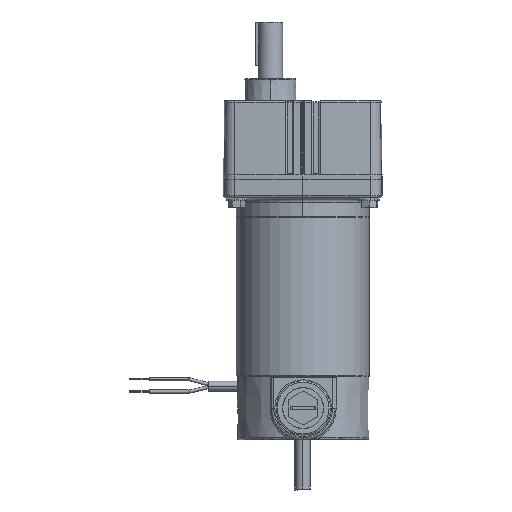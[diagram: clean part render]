
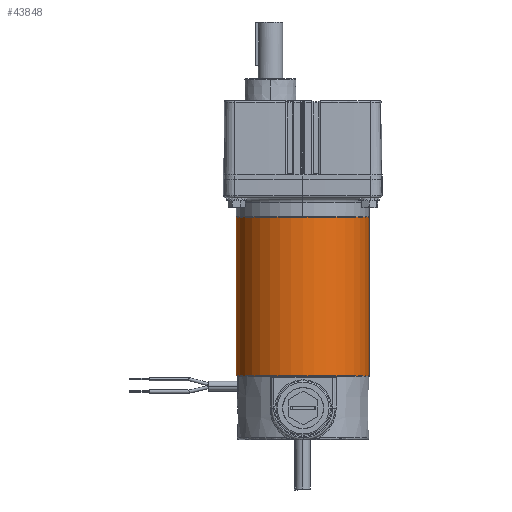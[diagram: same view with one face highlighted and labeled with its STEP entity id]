
A CAD part, left-side view. The second image highlights one B-rep face of the part: STEP entity #43848.
In plain terms, the highlighted cylindrical face has radius 42.926 mm (diameter 85.852 mm), a partial arc.
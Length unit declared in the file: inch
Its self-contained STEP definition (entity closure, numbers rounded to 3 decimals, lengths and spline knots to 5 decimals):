
#53 = CARTESIAN_POINT ( 'NONE',  ( 0., 1.69, 0.015 ) ) ;
#3764 = VECTOR ( 'NONE', #43588, 39.37008 ) ;
#4313 = ORIENTED_EDGE ( 'NONE', *, *, #24849, .F. ) ;
#6265 = DIRECTION ( 'NONE',  ( 0., 0., -1. ) ) ;
#6671 = DIRECTION ( 'NONE',  ( 0., 1., 0. ) ) ;
#7611 = AXIS2_PLACEMENT_3D ( 'NONE', #30472, #42150, #6671 ) ;
#8774 = EDGE_LOOP ( 'NONE', ( #4313, #12865, #22484, #22111 ) ) ;
#10471 = LINE ( 'NONE', #27892, #31559 ) ;
#11422 = DIRECTION ( 'NONE',  ( 0., 0., -1. ) ) ;
#11955 = AXIS2_PLACEMENT_3D ( 'NONE', #30061, #6265, #34053 ) ;
#12865 = ORIENTED_EDGE ( 'NONE', *, *, #14951, .T. ) ;
#14951 = EDGE_CURVE ( 'NONE', #47923, #24528, #26479, .T. ) ;
#17237 = AXIS2_PLACEMENT_3D ( 'NONE', #35218, #11422, #39198 ) ;
#21350 = EDGE_CURVE ( 'NONE', #24528, #50548, #24931, .T. ) ;
#22111 = ORIENTED_EDGE ( 'NONE', *, *, #44192, .F. ) ;
#22484 = ORIENTED_EDGE ( 'NONE', *, *, #21350, .T. ) ;
#24528 = VERTEX_POINT ( 'NONE', #32977 ) ;
#24849 = EDGE_CURVE ( 'NONE', #47923, #49846, #10471, .T. ) ;
#24931 = LINE ( 'NONE', #47638, #3764 ) ;
#26479 = CIRCLE ( 'NONE', #17237, 1.69 ) ;
#27892 = CARTESIAN_POINT ( 'NONE',  ( 0., -1.69, 0. ) ) ;
#29280 = CIRCLE ( 'NONE', #11955, 1.69 ) ;
#30061 = CARTESIAN_POINT ( 'NONE',  ( 0., 0., 0.015 ) ) ;
#30472 = CARTESIAN_POINT ( 'NONE',  ( 0., 0., 0. ) ) ;
#31559 = VECTOR ( 'NONE', #43920, 39.37008 ) ;
#32977 = CARTESIAN_POINT ( 'NONE',  ( 0., 1.69, 4.045 ) ) ;
#34053 = DIRECTION ( 'NONE',  ( 0., 1., 0. ) ) ;
#35218 = CARTESIAN_POINT ( 'NONE',  ( 0., 0., 4.045 ) ) ;
#35251 = CARTESIAN_POINT ( 'NONE',  ( 0., -1.69, 0.015 ) ) ;
#38016 = FACE_OUTER_BOUND ( 'NONE', #8774, .T. ) ;
#38419 = CARTESIAN_POINT ( 'NONE',  ( 0., -1.69, 4.045 ) ) ;
#39198 = DIRECTION ( 'NONE',  ( 0., 1., 0. ) ) ;
#42150 = DIRECTION ( 'NONE',  ( 0., 0., -1. ) ) ;
#43588 = DIRECTION ( 'NONE',  ( 0., 0., -1. ) ) ;
#43848 = ADVANCED_FACE ( 'NONE', ( #38016 ), #47393, .T. ) ;
#43920 = DIRECTION ( 'NONE',  ( 0., 0., -1. ) ) ;
#44192 = EDGE_CURVE ( 'NONE', #49846, #50548, #29280, .T. ) ;
#47393 = CYLINDRICAL_SURFACE ( 'NONE', #7611, 1.69 ) ;
#47638 = CARTESIAN_POINT ( 'NONE',  ( 0., 1.69, 0. ) ) ;
#47923 = VERTEX_POINT ( 'NONE', #38419 ) ;
#49846 = VERTEX_POINT ( 'NONE', #35251 ) ;
#50548 = VERTEX_POINT ( 'NONE', #53 ) ;
